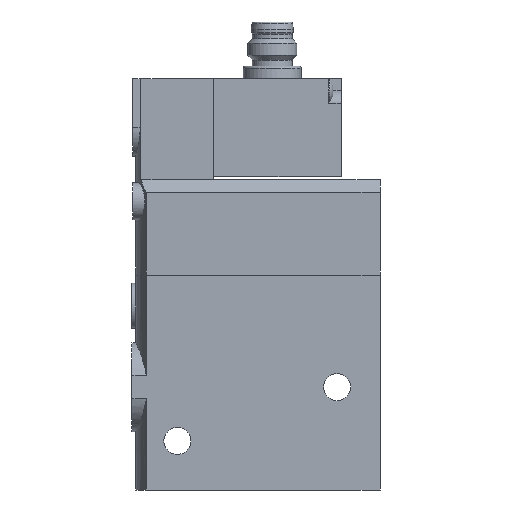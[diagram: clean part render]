
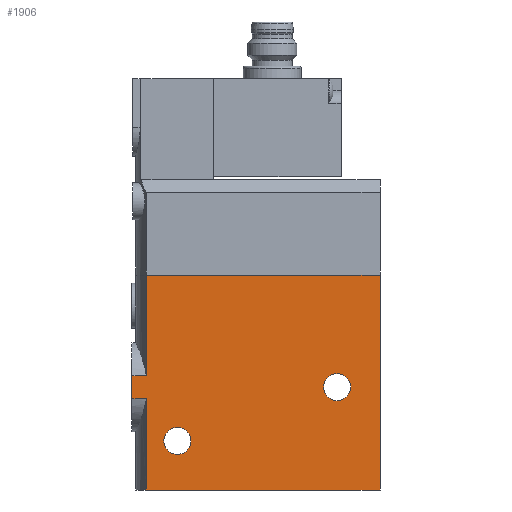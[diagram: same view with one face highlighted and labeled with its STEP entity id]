
A CAD part, left-side view. The second image highlights one B-rep face of the part: STEP entity #1906.
In plain terms, the highlighted face is planar.
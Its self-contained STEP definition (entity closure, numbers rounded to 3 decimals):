
#161=LINE('',#2911,#276);
#164=LINE('',#2920,#279);
#165=LINE('',#2932,#280);
#167=LINE('',#2949,#282);
#174=LINE('',#2980,#289);
#176=LINE('',#2988,#291);
#179=LINE('',#3001,#294);
#180=LINE('',#3002,#295);
#276=VECTOR('',#2309,1000.);
#279=VECTOR('',#2316,1000.);
#280=VECTOR('',#2319,1000.);
#282=VECTOR('',#2325,1000.);
#289=VECTOR('',#2344,1000.);
#291=VECTOR('',#2352,1000.);
#294=VECTOR('',#2367,1000.);
#295=VECTOR('',#2368,1000.);
#439=ORIENTED_EDGE('',*,*,#949,.T.);
#440=ORIENTED_EDGE('',*,*,#950,.T.);
#441=ORIENTED_EDGE('',*,*,#925,.T.);
#442=ORIENTED_EDGE('',*,*,#944,.F.);
#443=ORIENTED_EDGE('',*,*,#951,.F.);
#444=ORIENTED_EDGE('',*,*,#919,.T.);
#445=ORIENTED_EDGE('',*,*,#952,.T.);
#446=ORIENTED_EDGE('',*,*,#940,.F.);
#447=ORIENTED_EDGE('',*,*,#923,.T.);
#448=ORIENTED_EDGE('',*,*,#929,.T.);
#919=EDGE_CURVE('',#1183,#1182,#161,.T.);
#923=EDGE_CURVE('',#1187,#1186,#164,.F.);
#925=EDGE_CURVE('',#1188,#1189,#165,.T.);
#929=EDGE_CURVE('',#1186,#1188,#167,.T.);
#940=EDGE_CURVE('',#1187,#1199,#174,.T.);
#944=EDGE_CURVE('',#1201,#1189,#176,.T.);
#949=EDGE_CURVE('',#1204,#1204,#1376,.T.);
#950=EDGE_CURVE('',#1205,#1205,#1377,.T.);
#951=EDGE_CURVE('',#1183,#1201,#179,.T.);
#952=EDGE_CURVE('',#1182,#1199,#180,.T.);
#1182=VERTEX_POINT('',#2910);
#1183=VERTEX_POINT('',#2912);
#1186=VERTEX_POINT('',#2919);
#1187=VERTEX_POINT('',#2921);
#1188=VERTEX_POINT('',#2933);
#1189=VERTEX_POINT('',#2934);
#1199=VERTEX_POINT('',#2981);
#1201=VERTEX_POINT('',#2987);
#1204=VERTEX_POINT('',#2998);
#1205=VERTEX_POINT('',#3000);
#1376=CIRCLE('',#2078,2.2);
#1377=CIRCLE('',#2079,2.2);
#1485=EDGE_LOOP('',(#439));
#1486=EDGE_LOOP('',(#440));
#1487=EDGE_LOOP('',(#441,#442,#443,#444,#445,#446,#447,#448));
#1675=FACE_BOUND('',#1485,.T.);
#1676=FACE_BOUND('',#1486,.T.);
#1677=FACE_BOUND('',#1487,.T.);
#1854=PLANE('',#2077);
#1906=ADVANCED_FACE('',(#1675,#1676,#1677),#1854,.F.);
#2077=AXIS2_PLACEMENT_3D('',#2996,#2361,#2362);
#2078=AXIS2_PLACEMENT_3D('',#2997,#2363,#2364);
#2079=AXIS2_PLACEMENT_3D('',#2999,#2365,#2366);
#2309=DIRECTION('',(-1.,0.,0.));
#2316=DIRECTION('',(0.,-1.,0.));
#2319=DIRECTION('',(0.,-1.,0.));
#2325=DIRECTION('',(1.,0.,0.));
#2344=DIRECTION('',(-1.,0.,0.));
#2352=DIRECTION('',(-1.,0.,0.));
#2361=DIRECTION('',(0.,0.,1.));
#2362=DIRECTION('',(1.,0.,0.));
#2363=DIRECTION('',(0.,0.,1.));
#2364=DIRECTION('',(1.,0.,0.));
#2365=DIRECTION('',(0.,0.,1.));
#2366=DIRECTION('',(1.,0.,0.));
#2367=DIRECTION('',(0.,1.,0.));
#2368=DIRECTION('',(0.,1.,0.));
#2910=CARTESIAN_POINT('',(0.,0.,-7.));
#2911=CARTESIAN_POINT('',(35.,0.,-7.));
#2912=CARTESIAN_POINT('',(35.,0.,-7.));
#2919=CARTESIAN_POINT('',(16.363,40.4,-7.));
#2920=CARTESIAN_POINT('',(16.363,0.,-7.));
#2921=CARTESIAN_POINT('',(16.363,38.066,-7.));
#2932=CARTESIAN_POINT('',(20.137,0.,-7.));
#2933=CARTESIAN_POINT('',(20.137,40.4,-7.));
#2934=CARTESIAN_POINT('',(20.137,38.066,-7.));
#2949=CARTESIAN_POINT('',(18.25,40.4,-7.));
#2980=CARTESIAN_POINT('',(35.,38.066,-7.));
#2981=CARTESIAN_POINT('',(0.,38.066,-7.));
#2987=CARTESIAN_POINT('',(35.,38.066,-7.));
#2988=CARTESIAN_POINT('',(35.,38.066,-7.));
#2996=CARTESIAN_POINT('',(35.,0.,-7.));
#2997=CARTESIAN_POINT('',(18.25,7.,-7.));
#2998=CARTESIAN_POINT('',(20.45,7.,-7.));
#2999=CARTESIAN_POINT('',(27.,33.,-7.));
#3000=CARTESIAN_POINT('',(29.2,33.,-7.));
#3001=CARTESIAN_POINT('',(35.,0.,-7.));
#3002=CARTESIAN_POINT('',(0.,0.,-7.));
